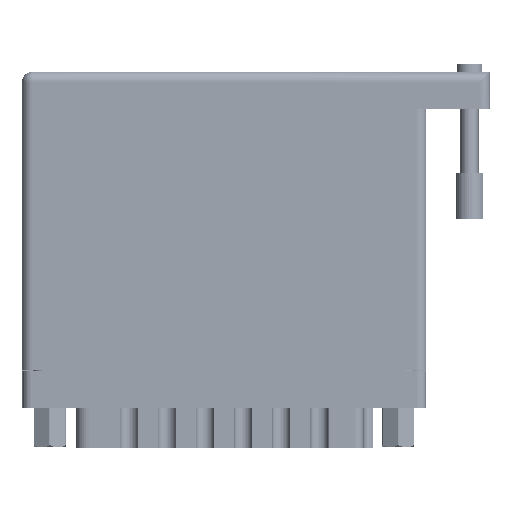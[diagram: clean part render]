
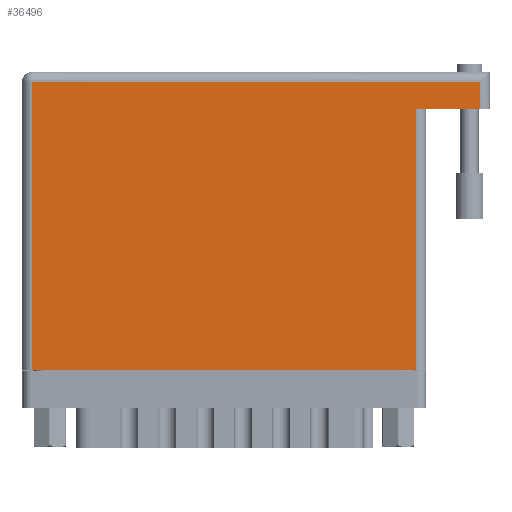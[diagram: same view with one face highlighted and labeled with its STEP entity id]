
A CAD part, front view. The second image highlights one B-rep face of the part: STEP entity #36496.
In plain terms, the highlighted face is planar.
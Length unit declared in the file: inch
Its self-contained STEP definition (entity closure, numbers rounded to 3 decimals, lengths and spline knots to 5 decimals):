
#191 = EDGE_CURVE ( 'NONE', #93585, #8501, #22255, .T. ) ;
#7095 = EDGE_CURVE ( 'NONE', #95335, #61871, #8393, .T. ) ;
#8393 = LINE ( 'NONE', #65522, #25022 ) ;
#8501 = VERTEX_POINT ( 'NONE', #19424 ) ;
#9404 = DIRECTION ( 'NONE',  ( 0., 1., 0. ) ) ;
#9953 = VECTOR ( 'NONE', #33280, 39.37008 ) ;
#12736 = ORIENTED_EDGE ( 'NONE', *, *, #37489, .T. ) ;
#13702 = DIRECTION ( 'NONE',  ( -1., 0., 0. ) ) ;
#16454 = CARTESIAN_POINT ( 'NONE',  ( 2.685, 0., 0. ) ) ;
#16900 = PLANE ( 'NONE',  #90428 ) ;
#17571 = CARTESIAN_POINT ( 'NONE',  ( 3.19, 1.774, 0. ) ) ;
#19424 = CARTESIAN_POINT ( 'NONE',  ( 2.685, 1.774, 0. ) ) ;
#22255 = LINE ( 'NONE', #80245, #32510 ) ;
#24532 = LINE ( 'NONE', #80385, #67963 ) ;
#25022 = VECTOR ( 'NONE', #9404, 39.37008 ) ;
#25093 = CARTESIAN_POINT ( 'NONE',  ( 0., 0., 0. ) ) ;
#32510 = VECTOR ( 'NONE', #64573, 39.37008 ) ;
#32570 = ORIENTED_EDGE ( 'NONE', *, *, #7095, .T. ) ;
#33181 = VECTOR ( 'NONE', #77345, 39.37008 ) ;
#33280 = DIRECTION ( 'NONE',  ( 1., 0., 0. ) ) ;
#34085 = CARTESIAN_POINT ( 'NONE',  ( 0.07, 0., 0. ) ) ;
#36496 = ADVANCED_FACE ( 'NONE', ( #85812 ), #16900, .F. ) ;
#37489 = EDGE_CURVE ( 'NONE', #54219, #49263, #60004, .T. ) ;
#40115 = CARTESIAN_POINT ( 'NONE',  ( 0.07, 1.96, 0. ) ) ;
#46925 = VECTOR ( 'NONE', #82187, 39.37008 ) ;
#48265 = LINE ( 'NONE', #17571, #46925 ) ;
#49263 = VERTEX_POINT ( 'NONE', #34085 ) ;
#49390 = DIRECTION ( 'NONE',  ( -1., 0., 0. ) ) ;
#53698 = EDGE_LOOP ( 'NONE', ( #56387, #94706, #62262, #32570, #103180, #12736 ) ) ;
#54219 = VERTEX_POINT ( 'NONE', #40115 ) ;
#56387 = ORIENTED_EDGE ( 'NONE', *, *, #73373, .T. ) ;
#60004 = LINE ( 'NONE', #69179, #33181 ) ;
#61871 = VERTEX_POINT ( 'NONE', #67985 ) ;
#62262 = ORIENTED_EDGE ( 'NONE', *, *, #82383, .F. ) ;
#64573 = DIRECTION ( 'NONE',  ( 0., 1., 0. ) ) ;
#65522 = CARTESIAN_POINT ( 'NONE',  ( 3.12, 2.03, 0. ) ) ;
#67963 = VECTOR ( 'NONE', #13702, 39.37008 ) ;
#67985 = CARTESIAN_POINT ( 'NONE',  ( 3.12, 1.96, 0. ) ) ;
#69179 = CARTESIAN_POINT ( 'NONE',  ( 0.07, 0., 0. ) ) ;
#71236 = EDGE_CURVE ( 'NONE', #61871, #54219, #24532, .T. ) ;
#73373 = EDGE_CURVE ( 'NONE', #49263, #93585, #89179, .T. ) ;
#77345 = DIRECTION ( 'NONE',  ( 0., -1., 0. ) ) ;
#80245 = CARTESIAN_POINT ( 'NONE',  ( 2.685, 1.774, 0. ) ) ;
#80385 = CARTESIAN_POINT ( 'NONE',  ( 0., 1.96, 0. ) ) ;
#81860 = CARTESIAN_POINT ( 'NONE',  ( 0., 2.03, 0. ) ) ;
#82187 = DIRECTION ( 'NONE',  ( -1., 0., 0. ) ) ;
#82383 = EDGE_CURVE ( 'NONE', #95335, #8501, #48265, .T. ) ;
#85812 = FACE_OUTER_BOUND ( 'NONE', #53698, .T. ) ;
#86183 = CARTESIAN_POINT ( 'NONE',  ( 3.12, 1.774, 0. ) ) ;
#89036 = DIRECTION ( 'NONE',  ( 0., 0., -1. ) ) ;
#89179 = LINE ( 'NONE', #25093, #9953 ) ;
#90428 = AXIS2_PLACEMENT_3D ( 'NONE', #81860, #89036, #49390 ) ;
#93585 = VERTEX_POINT ( 'NONE', #16454 ) ;
#94706 = ORIENTED_EDGE ( 'NONE', *, *, #191, .T. ) ;
#95335 = VERTEX_POINT ( 'NONE', #86183 ) ;
#103180 = ORIENTED_EDGE ( 'NONE', *, *, #71236, .T. ) ;
